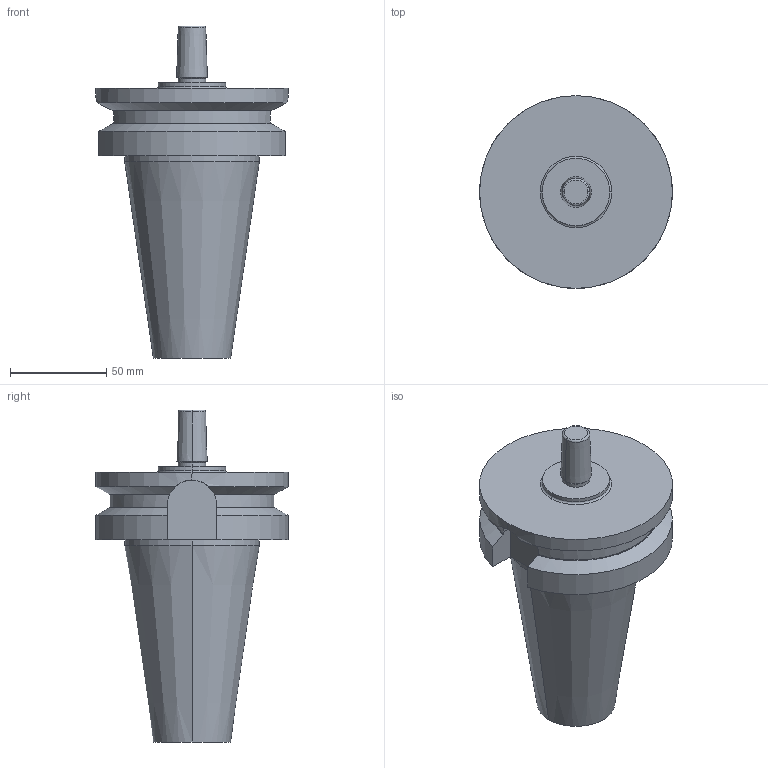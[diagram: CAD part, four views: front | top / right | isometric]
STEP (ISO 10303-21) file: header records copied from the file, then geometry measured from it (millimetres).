
FILE_DESCRIPTION (( 'STEP AP203' ), '1' );
FILE_NAME ('STP-16543.STEP', '2020-06-29T03:08:20', ( '' ), ( '' ), 'SwSTEP 2.0', 'SolidWorks 2017', '' );
FILE_SCHEMA (( 'CONFIG_CONTROL_DESIGN' ));
Length unit declared in the file: millimetre
Products named in the file (1): STP-16543
Bounding box: 100 x 100 x 172.2 mm (x, y, z)
Volume: 474780.8 mm3; surface area: 51464.4 mm2
Topology: 1 solids, 1 shells, 57 faces, 134 edges, 82 vertices
Faces by surface type: cylinder 21, cone 16, plane 16, torus 4
Entity records: 1774 total; most frequent: CARTESIAN_POINT 380, DIRECTION 291, ORIENTED_EDGE 264, EDGE_CURVE 132, AXIS2_PLACEMENT_3D 117, VERTEX_POINT 82, EDGE_LOOP 62, CIRCLE 59
